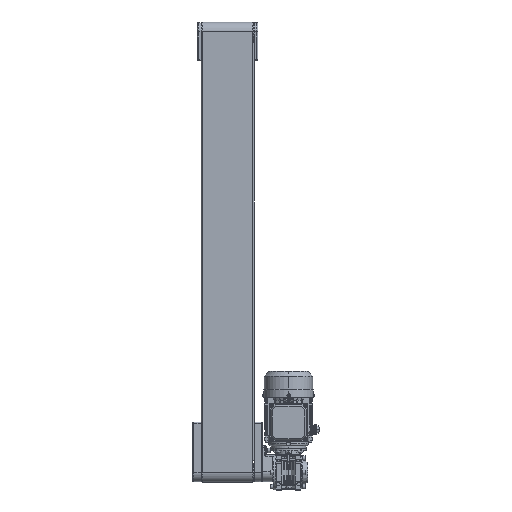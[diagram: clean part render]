
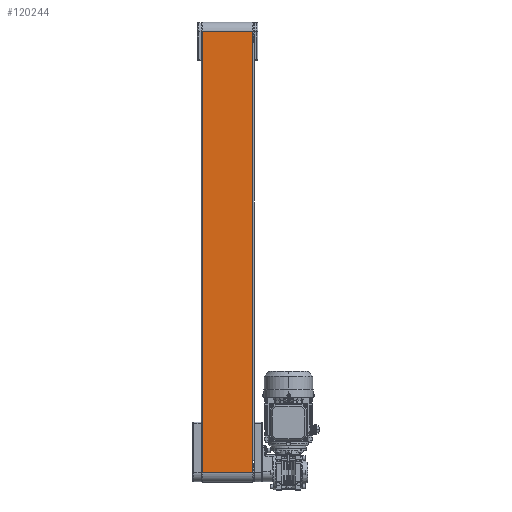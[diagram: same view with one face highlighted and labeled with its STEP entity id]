
A CAD part, front view. The second image highlights one B-rep face of the part: STEP entity #120244.
In plain terms, the highlighted planar face has unit normal (0, -1, 0).
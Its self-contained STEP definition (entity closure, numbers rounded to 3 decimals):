
#4269 = LINE ( 'NONE', #176542, #70602 ) ;
#5165 = CARTESIAN_POINT ( 'NONE',  ( 117.5, -22.282, -114.891 ) ) ;
#5723 = DIRECTION ( 'NONE',  ( -1., 0., 0. ) ) ;
#7842 = PLANE ( 'NONE',  #132309 ) ;
#16215 = VERTEX_POINT ( 'NONE', #59795 ) ;
#24769 = DIRECTION ( 'NONE',  ( -1., 0., 0. ) ) ;
#28722 = CARTESIAN_POINT ( 'NONE',  ( 117.5, -22.282, 886.891 ) ) ;
#29662 = VERTEX_POINT ( 'NONE', #172652 ) ;
#59795 = CARTESIAN_POINT ( 'NONE',  ( 2.5, -22.282, 886.891 ) ) ;
#67796 = DIRECTION ( 'NONE',  ( 0., 1., 0. ) ) ;
#68586 = VECTOR ( 'NONE', #105182, 1000. ) ;
#70066 = VECTOR ( 'NONE', #24769, 1000. ) ;
#70602 = VECTOR ( 'NONE', #118522, 1000. ) ;
#76185 = LINE ( 'NONE', #150370, #164120 ) ;
#80056 = VERTEX_POINT ( 'NONE', #109641 ) ;
#93284 = ORIENTED_EDGE ( 'NONE', *, *, #183124, .T. ) ;
#105182 = DIRECTION ( 'NONE',  ( 0., 0., -1. ) ) ;
#105980 = VERTEX_POINT ( 'NONE', #28722 ) ;
#108921 = LINE ( 'NONE', #5165, #68586 ) ;
#109641 = CARTESIAN_POINT ( 'NONE',  ( 2.5, -22.282, -114.891 ) ) ;
#113594 = EDGE_CURVE ( 'NONE', #29662, #80056, #76185, .T. ) ;
#118522 = DIRECTION ( 'NONE',  ( 0., 0., -1. ) ) ;
#120244 = ADVANCED_FACE ( 'NONE', ( #156256 ), #7842, .F. ) ;
#127564 = LINE ( 'NONE', #155115, #70066 ) ;
#132309 = AXIS2_PLACEMENT_3D ( 'NONE', #140160, #67796, #139258 ) ;
#135655 = EDGE_CURVE ( 'NONE', #105980, #29662, #108921, .T. ) ;
#137352 = ORIENTED_EDGE ( 'NONE', *, *, #113594, .F. ) ;
#139258 = DIRECTION ( 'NONE',  ( 0., 0., 1. ) ) ;
#140160 = CARTESIAN_POINT ( 'NONE',  ( 117.5, -22.282, -114.891 ) ) ;
#143862 = ORIENTED_EDGE ( 'NONE', *, *, #135655, .F. ) ;
#150187 = ORIENTED_EDGE ( 'NONE', *, *, #184055, .T. ) ;
#150370 = CARTESIAN_POINT ( 'NONE',  ( 117.5, -22.282, -114.891 ) ) ;
#155115 = CARTESIAN_POINT ( 'NONE',  ( 117.5, -22.282, 886.891 ) ) ;
#156256 = FACE_OUTER_BOUND ( 'NONE', #180644, .T. ) ;
#164120 = VECTOR ( 'NONE', #5723, 1000. ) ;
#172652 = CARTESIAN_POINT ( 'NONE',  ( 117.5, -22.282, -114.891 ) ) ;
#176542 = CARTESIAN_POINT ( 'NONE',  ( 2.5, -22.282, -114.891 ) ) ;
#180644 = EDGE_LOOP ( 'NONE', ( #150187, #137352, #143862, #93284 ) ) ;
#183124 = EDGE_CURVE ( 'NONE', #105980, #16215, #127564, .T. ) ;
#184055 = EDGE_CURVE ( 'NONE', #16215, #80056, #4269, .T. ) ;
